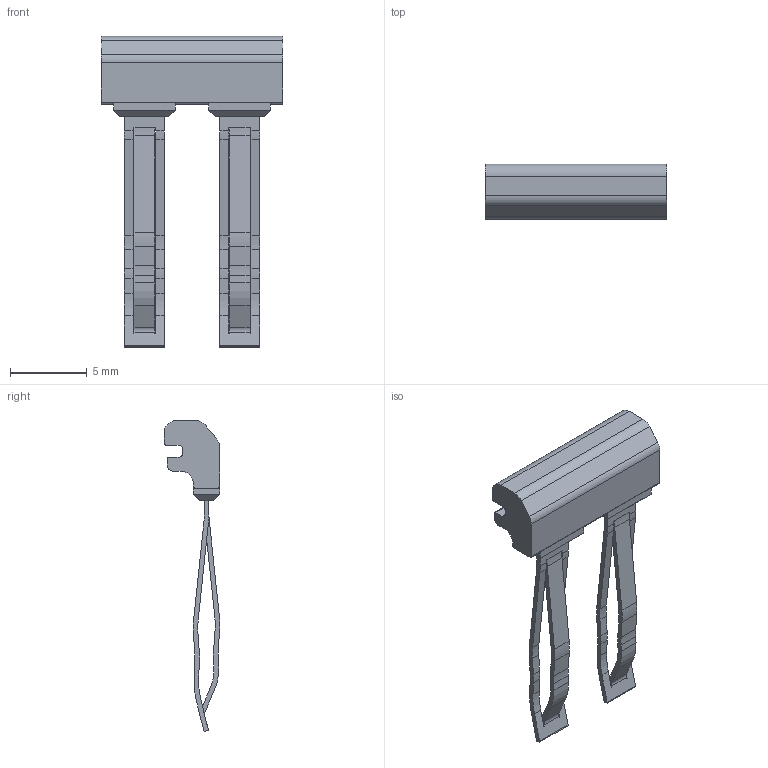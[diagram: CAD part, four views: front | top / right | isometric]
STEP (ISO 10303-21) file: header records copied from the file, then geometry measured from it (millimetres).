
FILE_DESCRIPTION(('STEP AP214'),'1');
FILE_NAME('cctmp_198873D7-DEC0-49B5-A65E-ED688DF673A0_2024_10_31_16_11_19_0079..stp','2024-10-31T15:11:19',('SIEMENS A&D'),('CADClick - www.CADClick.com'),'Spatial InterOp 3D postprocessed',' ','unknown authorization');
FILE_SCHEMA(('AUTOMOTIVE_DESIGN'));
Length unit declared in the file: millimetre
Products named in the file (1): 2024_10_31_16_11_19_0071
Bounding box: 11.8 x 3.61 x 20.21 mm (x, y, z)
Volume: 170.8 mm3; surface area: 426.7 mm2
Topology: 1 solids, 1 shells, 174 faces, 518 edges, 340 vertices
Faces by surface type: plane 111, cylinder 63
Entity records: 6395 total; most frequent: ORIENTED_EDGE 1036, CARTESIAN_POINT 1033, DIRECTION 1002, EDGE_CURVE 518, LINE 384, VECTOR 384, VERTEX_POINT 340, AXIS2_PLACEMENT_3D 309
